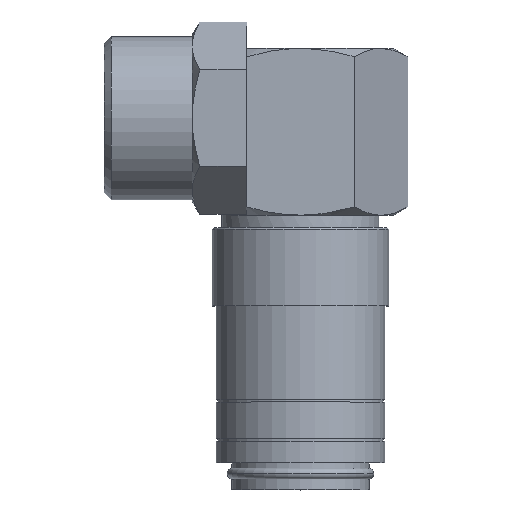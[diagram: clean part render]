
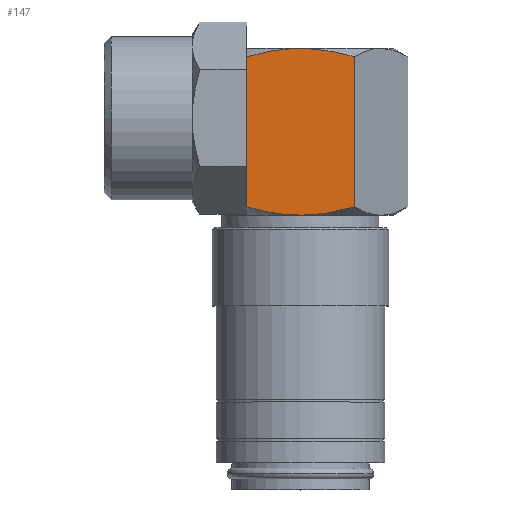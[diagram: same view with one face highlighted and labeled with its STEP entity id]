
A CAD part, top view. The second image highlights one B-rep face of the part: STEP entity #147.
In plain terms, the highlighted planar face has unit normal (0, 0, 1).
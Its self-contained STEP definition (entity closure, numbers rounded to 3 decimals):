
#147=ADVANCED_FACE('',(#358),#359,.T.);
#358=FACE_OUTER_BOUND('',#637,.T.);
#359=PLANE('',#638);
#637=EDGE_LOOP('',(#1005,#1006,#1007,#1008,#1009,#1010));
#638=AXIS2_PLACEMENT_3D('',#1011,#1012,#1013);
#1005=ORIENTED_EDGE('',*,*,#1679,.F.);
#1006=ORIENTED_EDGE('',*,*,#1680,.T.);
#1007=ORIENTED_EDGE('',*,*,#1681,.F.);
#1008=ORIENTED_EDGE('',*,*,#1682,.F.);
#1009=ORIENTED_EDGE('',*,*,#1622,.F.);
#1010=ORIENTED_EDGE('',*,*,#1683,.F.);
#1011=CARTESIAN_POINT('',(0.,46.0,9.5));
#1012=DIRECTION('',(0.,0.0,1.0));
#1013=DIRECTION('',(-1.0,0.,0.));
#1622=EDGE_CURVE('',#1926,#1929,#1930,.T.);
#1679=EDGE_CURVE('',#2019,#2020,#2021,.T.);
#1680=EDGE_CURVE('',#2019,#2022,#2023,.T.);
#1681=EDGE_CURVE('',#2024,#2022,#2025,.T.);
#1682=EDGE_CURVE('',#1929,#2024,#2026,.T.);
#1683=EDGE_CURVE('',#2020,#1926,#2027,.T.);
#1926=VERTEX_POINT('',#2356);
#1929=VERTEX_POINT('',#2370);
#1930=LINE('',#2371,#2372);
#2019=VERTEX_POINT('',#2554);
#2020=VERTEX_POINT('',#2555);
#2021=(B_SPLINE_CURVE(2,(#2557,#2558,#2559,#2560,#2561),.UNSPECIFIED.,.F.,.F.)B_SPLINE_CURVE_WITH_KNOTS((3,2,3),(0.0,5.57,11.14),.UNSPECIFIED.)RATIONAL_B_SPLINE_CURVE((1.0,1.038,1.0,1.038,1.0))BOUNDED_CURVE()REPRESENTATION_ITEM('')GEOMETRIC_REPRESENTATION_ITEM()CURVE());
#2022=VERTEX_POINT('',#2568);
#2023=LINE('',#2569,#2570);
#2024=VERTEX_POINT('',#2571);
#2025=(B_SPLINE_CURVE(2,(#2573,#2574,#2575,#2576,#2577),.UNSPECIFIED.,.F.,.F.)B_SPLINE_CURVE_WITH_KNOTS((3,2,3),(0.0,5.57,11.14),.UNSPECIFIED.)RATIONAL_B_SPLINE_CURVE((1.0,1.038,1.0,1.038,1.0))BOUNDED_CURVE()REPRESENTATION_ITEM('')GEOMETRIC_REPRESENTATION_ITEM()CURVE());
#2026=(B_SPLINE_CURVE(2,(#2585,#2586,#2587,#2588,#2589),.UNSPECIFIED.,.F.,.F.)B_SPLINE_CURVE_WITH_KNOTS((3,2,3),(0.0,5.57,11.14),.UNSPECIFIED.)RATIONAL_B_SPLINE_CURVE((1.0,1.038,1.0,1.038,1.0))BOUNDED_CURVE()REPRESENTATION_ITEM('')GEOMETRIC_REPRESENTATION_ITEM()CURVE());
#2027=(B_SPLINE_CURVE(2,(#2597,#2598,#2599,#2600,#2601),.UNSPECIFIED.,.F.,.F.)B_SPLINE_CURVE_WITH_KNOTS((3,2,3),(0.0,5.57,11.14),.UNSPECIFIED.)RATIONAL_B_SPLINE_CURVE((1.0,1.038,1.0,1.038,1.0))BOUNDED_CURVE()REPRESENTATION_ITEM('')GEOMETRIC_REPRESENTATION_ITEM()CURVE());
#2356=CARTESIAN_POINT('',(5.485,44.151,9.5));
#2370=CARTESIAN_POINT('',(5.485,28.849,9.5));
#2371=CARTESIAN_POINT('',(5.485,46.0,9.5));
#2372=VECTOR('',#3191,1.0);
#2554=CARTESIAN_POINT('',(-5.485,44.151,9.5));
#2555=CARTESIAN_POINT('',(0.,45.0,9.5));
#2557=CARTESIAN_POINT('',(-5.491,44.15,9.5));
#2558=CARTESIAN_POINT('',(-2.548,45.0,9.5));
#2559=CARTESIAN_POINT('',(0.,45.0,9.5));
#2560=CARTESIAN_POINT('',(2.548,45.0,9.5));
#2561=CARTESIAN_POINT('',(5.491,44.15,9.5));
#2568=CARTESIAN_POINT('',(-5.485,28.849,9.5));
#2569=CARTESIAN_POINT('',(-5.485,46.0,9.5));
#2570=VECTOR('',#3265,1.0);
#2571=CARTESIAN_POINT('',(0.,28.0,9.5));
#2573=CARTESIAN_POINT('',(5.491,28.85,9.5));
#2574=CARTESIAN_POINT('',(2.548,28.0,9.5));
#2575=CARTESIAN_POINT('',(0.,28.0,9.5));
#2576=CARTESIAN_POINT('',(-2.548,28.0,9.5));
#2577=CARTESIAN_POINT('',(-5.491,28.85,9.5));
#2585=CARTESIAN_POINT('',(5.491,28.85,9.5));
#2586=CARTESIAN_POINT('',(2.548,28.0,9.5));
#2587=CARTESIAN_POINT('',(0.,28.0,9.5));
#2588=CARTESIAN_POINT('',(-2.548,28.0,9.5));
#2589=CARTESIAN_POINT('',(-5.491,28.85,9.5));
#2597=CARTESIAN_POINT('',(-5.491,44.15,9.5));
#2598=CARTESIAN_POINT('',(-2.548,45.0,9.5));
#2599=CARTESIAN_POINT('',(0.,45.0,9.5));
#2600=CARTESIAN_POINT('',(2.548,45.0,9.5));
#2601=CARTESIAN_POINT('',(5.491,44.15,9.5));
#3191=DIRECTION('',(0.,-1.0,0.));
#3265=DIRECTION('',(0.,-1.0,0.));
